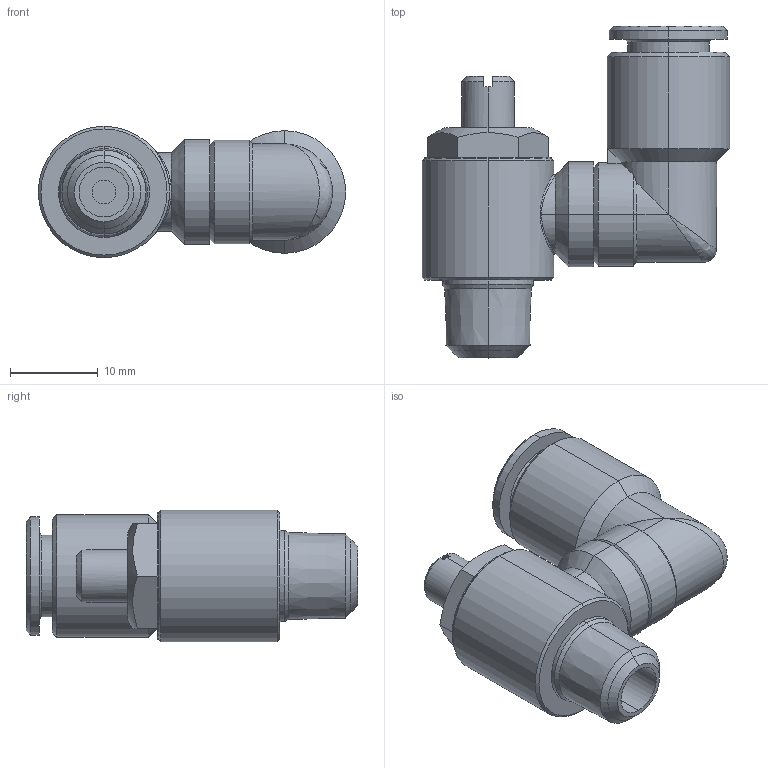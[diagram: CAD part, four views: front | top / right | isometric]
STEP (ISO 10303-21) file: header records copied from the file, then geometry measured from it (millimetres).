
FILE_DESCRIPTION(( 'MV.28.08.18C.STEP' ), '1');
FILE_NAME( 'MV.28.08.18C.STEP', '2018-10-04T17:13:44',( 'Sopra'),('sopra-pneumatic.com'), 'SwSTEP 2.0','SolidWorks 2009','' );
FILE_SCHEMA (( 'CONFIG_CONTROL_DESIGN' ));
Length unit declared in the file: millimetre
Products named in the file (1): 04180C41
Bounding box: 35.1 x 37.9 x 15 mm (x, y, z)
Volume: 6781 mm3; surface area: 3624.2 mm2
Topology: 1 solids, 3 shells, 110 faces, 241 edges, 145 vertices
Faces by surface type: cylinder 41, cone 35, plane 31, bspline 3
Entity records: 4551 total; most frequent: CARTESIAN_POINT 2081, DIRECTION 519, ORIENTED_EDGE 478, EDGE_CURVE 239, AXIS2_PLACEMENT_3D 208, VERTEX_POINT 145, EDGE_LOOP 120, ADVANCED_FACE 110
